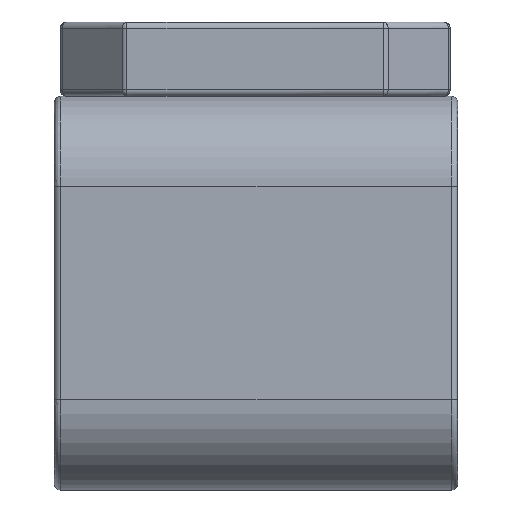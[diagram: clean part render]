
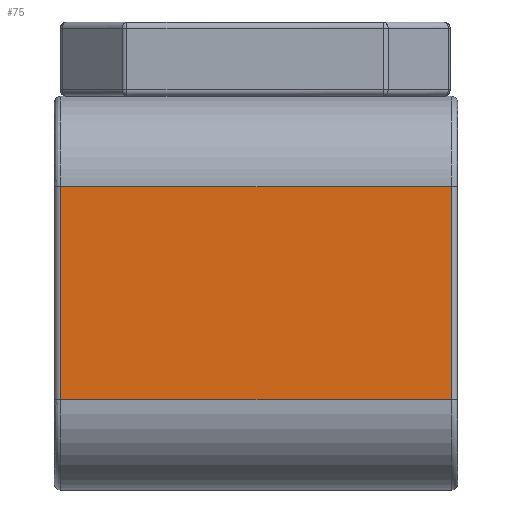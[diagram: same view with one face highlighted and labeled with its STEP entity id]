
A CAD part, left-side view. The second image highlights one B-rep face of the part: STEP entity #75.
In plain terms, the highlighted free-form (B-spline) face has degree [2, 1] with [3, 2] control points.
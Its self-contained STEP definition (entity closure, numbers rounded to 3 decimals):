
#75=ADVANCED_FACE('',(#243),#4777,.T.);
#243=FACE_OUTER_BOUND('',#411,.T.);
#411=EDGE_LOOP('',(#727,#728,#729,#730));
#727=ORIENTED_EDGE('',*,*,#3411,.F.);
#728=ORIENTED_EDGE('',*,*,#3382,.F.);
#729=ORIENTED_EDGE('',*,*,#3413,.T.);
#730=ORIENTED_EDGE('',*,*,#3414,.T.);
#1303=(
BOUNDED_CURVE()
B_SPLINE_CURVE(1,(#6104,#6105),.UNSPECIFIED.,.F.,.F.)
B_SPLINE_CURVE_WITH_KNOTS((2,2),(-0.66,0.),
 .UNSPECIFIED.)
CURVE()
GEOMETRIC_REPRESENTATION_ITEM()
RATIONAL_B_SPLINE_CURVE((1.,1.))
REPRESENTATION_ITEM('')
);
#1329=(
BOUNDED_CURVE()
B_SPLINE_CURVE(1,(#6571,#6572),.UNSPECIFIED.,.F.,.F.)
B_SPLINE_CURVE_WITH_KNOTS((2,2),(0.02,1.23),.UNSPECIFIED.)
CURVE()
GEOMETRIC_REPRESENTATION_ITEM()
RATIONAL_B_SPLINE_CURVE((1.,1.))
REPRESENTATION_ITEM('')
);
#1331=(
BOUNDED_CURVE()
B_SPLINE_CURVE(1,(#6588,#6589),.UNSPECIFIED.,.F.,.F.)
B_SPLINE_CURVE_WITH_KNOTS((2,2),(0.02,1.23),.UNSPECIFIED.)
CURVE()
GEOMETRIC_REPRESENTATION_ITEM()
RATIONAL_B_SPLINE_CURVE((1.,1.))
REPRESENTATION_ITEM('')
);
#1332=(
BOUNDED_CURVE()
B_SPLINE_CURVE(1,(#6592,#6593),.UNSPECIFIED.,.F.,.F.)
B_SPLINE_CURVE_WITH_KNOTS((2,2),(-0.66,0.),.UNSPECIFIED.)
CURVE()
GEOMETRIC_REPRESENTATION_ITEM()
RATIONAL_B_SPLINE_CURVE((1.,1.))
REPRESENTATION_ITEM('')
);
#1588=PCURVE('',#4793,#2316);
#1667=PCURVE('',#4776,#2395);
#1669=PCURVE('',#4777,#2397);
#1670=PCURVE('',#4777,#2398);
#1671=PCURVE('',#4777,#2399);
#1672=PCURVE('',#4777,#2400);
#1673=PCURVE('',#4778,#2401);
#1745=PCURVE('',#4813,#2473);
#2316=DEFINITIONAL_REPRESENTATION('',(#3817),#9807);
#2395=DEFINITIONAL_REPRESENTATION('',(#3899),#9807);
#2397=DEFINITIONAL_REPRESENTATION('',(#3901),#9807);
#2398=DEFINITIONAL_REPRESENTATION('',(#3902),#9807);
#2399=DEFINITIONAL_REPRESENTATION('',(#3903),#9807);
#2400=DEFINITIONAL_REPRESENTATION('',(#3904),#9807);
#2401=DEFINITIONAL_REPRESENTATION('',(#3905),#9807);
#2473=DEFINITIONAL_REPRESENTATION('',(#3990),#9807);
#3018=SURFACE_CURVE('',#1303,(#1588,#1670),.PCURVE_S1.);
#3047=SURFACE_CURVE('',#1329,(#1667,#1669),.PCURVE_S1.);
#3049=SURFACE_CURVE('',#1331,(#1671,#1673),.PCURVE_S1.);
#3050=SURFACE_CURVE('',#1332,(#1672,#1745),.PCURVE_S1.);
#3382=EDGE_CURVE('',#4565,#4564,#3018,.T.);
#3411=EDGE_CURVE('',#4564,#4604,#3047,.T.);
#3413=EDGE_CURVE('',#4565,#4605,#3049,.T.);
#3414=EDGE_CURVE('',#4605,#4604,#3050,.T.);
#3817=B_SPLINE_CURVE_WITH_KNOTS('',1,(#6106,#6107),.UNSPECIFIED.,.F.,.F.,
(2,2),(-0.66,0.),.UNSPECIFIED.);
#3899=B_SPLINE_CURVE_WITH_KNOTS('',1,(#6573,#6574),.UNSPECIFIED.,.F.,.F.,
(2,2),(0.02,1.23),.UNSPECIFIED.);
#3901=B_SPLINE_CURVE_WITH_KNOTS('',1,(#6582,#6583),.UNSPECIFIED.,.F.,.F.,
(2,2),(0.02,1.23),.UNSPECIFIED.);
#3902=B_SPLINE_CURVE_WITH_KNOTS('',3,(#6584,#6585,#6586,#6587),
 .UNSPECIFIED.,.F.,.F.,(4,4),(-0.66,0.),
 .UNSPECIFIED.);
#3903=B_SPLINE_CURVE_WITH_KNOTS('',1,(#6590,#6591),.UNSPECIFIED.,.F.,.F.,
(2,2),(0.02,1.23),.UNSPECIFIED.);
#3904=B_SPLINE_CURVE_WITH_KNOTS('',3,(#6594,#6595,#6596,#6597),
 .UNSPECIFIED.,.F.,.F.,(4,4),(-0.66,0.),.UNSPECIFIED.);
#3905=B_SPLINE_CURVE_WITH_KNOTS('',1,(#6598,#6599),.UNSPECIFIED.,.F.,.F.,
(2,2),(0.02,1.23),.UNSPECIFIED.);
#3990=B_SPLINE_CURVE_WITH_KNOTS('',1,(#6975,#6976),.UNSPECIFIED.,.F.,.F.,
(2,2),(-0.66,0.),.UNSPECIFIED.);
#4564=VERTEX_POINT('',#5491);
#4565=VERTEX_POINT('',#5492);
#4604=VERTEX_POINT('',#5531);
#4605=VERTEX_POINT('',#5532);
#4776=(
BOUNDED_SURFACE()
B_SPLINE_SURFACE(2,1,((#5014,#5015),(#5016,#5017),(#5018,#5019)),
 .UNSPECIFIED.,.F.,.F.,.F.)
B_SPLINE_SURFACE_WITH_KNOTS((3,3),(2,2),(2.54,2.98),
(0.,1.25),.UNSPECIFIED.)
GEOMETRIC_REPRESENTATION_ITEM()
RATIONAL_B_SPLINE_SURFACE(((1.,1.),(0.707,0.707),
(1.,1.)))
REPRESENTATION_ITEM('')
SURFACE()
);
#4777=(
BOUNDED_SURFACE()
B_SPLINE_SURFACE(2,1,((#5020,#5021),(#5022,#5023),(#5024,#5025)),
 .UNSPECIFIED.,.F.,.F.,.F.)
B_SPLINE_SURFACE_WITH_KNOTS((3,3),(2,2),(2.98,3.64),
(0.,1.25),.UNSPECIFIED.)
GEOMETRIC_REPRESENTATION_ITEM()
RATIONAL_B_SPLINE_SURFACE(((1.,1.),(1.,1.),(1.,1.)))
REPRESENTATION_ITEM('')
SURFACE()
);
#4778=(
BOUNDED_SURFACE()
B_SPLINE_SURFACE(2,1,((#5026,#5027),(#5028,#5029),(#5030,#5031)),
 .UNSPECIFIED.,.F.,.F.,.F.)
B_SPLINE_SURFACE_WITH_KNOTS((3,3),(2,2),(3.64,4.079),
(0.,1.25),.UNSPECIFIED.)
GEOMETRIC_REPRESENTATION_ITEM()
RATIONAL_B_SPLINE_SURFACE(((1.,1.),(0.707,0.707),
(1.,1.)))
REPRESENTATION_ITEM('')
SURFACE()
);
#4793=(
BOUNDED_SURFACE()
B_SPLINE_SURFACE(2,1,((#5144,#5145),(#5146,#5147),(#5148,#5149)),
 .UNSPECIFIED.,.F.,.F.,.F.)
B_SPLINE_SURFACE_WITH_KNOTS((3,3),(2,2),(0.,0.031),(0.,
0.66),.UNSPECIFIED.)
GEOMETRIC_REPRESENTATION_ITEM()
RATIONAL_B_SPLINE_SURFACE(((1.,1.),(0.707,0.707),(1.,
1.)))
REPRESENTATION_ITEM('')
SURFACE()
);
#4813=(
BOUNDED_SURFACE()
B_SPLINE_SURFACE(1,2,((#5324,#5325,#5326),(#5327,#5328,#5329)),
 .UNSPECIFIED.,.F.,.F.,.F.)
B_SPLINE_SURFACE_WITH_KNOTS((2,2),(3,3),(0.,0.66),(0.,0.031),
 .UNSPECIFIED.)
GEOMETRIC_REPRESENTATION_ITEM()
RATIONAL_B_SPLINE_SURFACE(((1.,0.707,1.),(1.,0.707,
1.)))
REPRESENTATION_ITEM('')
SURFACE()
);
#5014=CARTESIAN_POINT('',(-0.72,-0.625,0.));
#5015=CARTESIAN_POINT('',(-0.72,0.625,0.));
#5016=CARTESIAN_POINT('',(-1.,-0.625,0.));
#5017=CARTESIAN_POINT('',(-1.,0.625,0.));
#5018=CARTESIAN_POINT('',(-1.,-0.625,0.28));
#5019=CARTESIAN_POINT('',(-1.,0.625,0.28));
#5020=CARTESIAN_POINT('',(-1.,-0.625,0.28));
#5021=CARTESIAN_POINT('',(-1.,0.625,0.28));
#5022=CARTESIAN_POINT('',(-1.,-0.625,0.61));
#5023=CARTESIAN_POINT('',(-1.,0.625,0.61));
#5024=CARTESIAN_POINT('',(-1.,-0.625,0.94));
#5025=CARTESIAN_POINT('',(-1.,0.625,0.94));
#5026=CARTESIAN_POINT('',(-1.,-0.625,0.94));
#5027=CARTESIAN_POINT('',(-1.,0.625,0.94));
#5028=CARTESIAN_POINT('',(-1.,-0.625,1.22));
#5029=CARTESIAN_POINT('',(-1.,0.625,1.22));
#5030=CARTESIAN_POINT('',(-0.72,-0.625,1.22));
#5031=CARTESIAN_POINT('',(-0.72,0.625,1.22));
#5144=CARTESIAN_POINT('',(-1.,-0.605,0.28));
#5145=CARTESIAN_POINT('',(-1.,-0.605,0.94));
#5146=CARTESIAN_POINT('',(-1.,-0.625,0.28));
#5147=CARTESIAN_POINT('',(-1.,-0.625,0.94));
#5148=CARTESIAN_POINT('',(-0.98,-0.625,0.28));
#5149=CARTESIAN_POINT('',(-0.98,-0.625,0.94));
#5324=CARTESIAN_POINT('',(-1.,0.605,0.28));
#5325=CARTESIAN_POINT('',(-1.,0.625,0.28));
#5326=CARTESIAN_POINT('',(-0.98,0.625,0.28));
#5327=CARTESIAN_POINT('',(-1.,0.605,0.94));
#5328=CARTESIAN_POINT('',(-1.,0.625,0.94));
#5329=CARTESIAN_POINT('',(-0.98,0.625,0.94));
#5491=CARTESIAN_POINT('',(-1.,-0.605,0.28));
#5492=CARTESIAN_POINT('',(-1.,-0.605,0.94));
#5531=CARTESIAN_POINT('',(-1.,0.605,0.28));
#5532=CARTESIAN_POINT('',(-1.,0.605,0.94));
#6104=CARTESIAN_POINT('',(-1.,-0.605,0.94));
#6105=CARTESIAN_POINT('',(-1.,-0.605,0.28));
#6106=CARTESIAN_POINT('',(0.,0.66));
#6107=CARTESIAN_POINT('',(0.,0.));
#6571=CARTESIAN_POINT('',(-1.,-0.605,0.28));
#6572=CARTESIAN_POINT('',(-1.,0.605,0.28));
#6573=CARTESIAN_POINT('',(2.98,0.02));
#6574=CARTESIAN_POINT('',(2.98,1.23));
#6582=CARTESIAN_POINT('',(2.98,0.02));
#6583=CARTESIAN_POINT('',(2.98,1.23));
#6584=CARTESIAN_POINT('',(3.64,0.02));
#6585=CARTESIAN_POINT('',(3.42,0.02));
#6586=CARTESIAN_POINT('',(3.2,0.02));
#6587=CARTESIAN_POINT('',(2.98,0.02));
#6588=CARTESIAN_POINT('',(-1.,-0.605,0.94));
#6589=CARTESIAN_POINT('',(-1.,0.605,0.94));
#6590=CARTESIAN_POINT('',(3.64,0.02));
#6591=CARTESIAN_POINT('',(3.64,1.23));
#6592=CARTESIAN_POINT('',(-1.,0.605,0.94));
#6593=CARTESIAN_POINT('',(-1.,0.605,0.28));
#6594=CARTESIAN_POINT('',(3.64,1.23));
#6595=CARTESIAN_POINT('',(3.42,1.23));
#6596=CARTESIAN_POINT('',(3.2,1.23));
#6597=CARTESIAN_POINT('',(2.98,1.23));
#6598=CARTESIAN_POINT('',(3.64,0.02));
#6599=CARTESIAN_POINT('',(3.64,1.23));
#6975=CARTESIAN_POINT('',(0.66,0.));
#6976=CARTESIAN_POINT('',(0.,0.));
#9807=(
GEOMETRIC_REPRESENTATION_CONTEXT(2)
PARAMETRIC_REPRESENTATION_CONTEXT()
REPRESENTATION_CONTEXT('pspace','')
);
